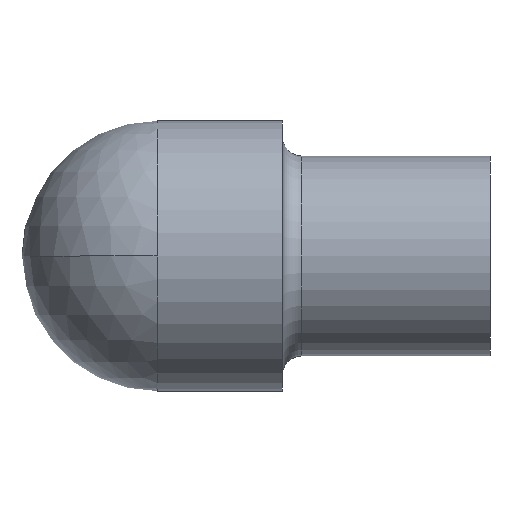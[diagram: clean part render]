
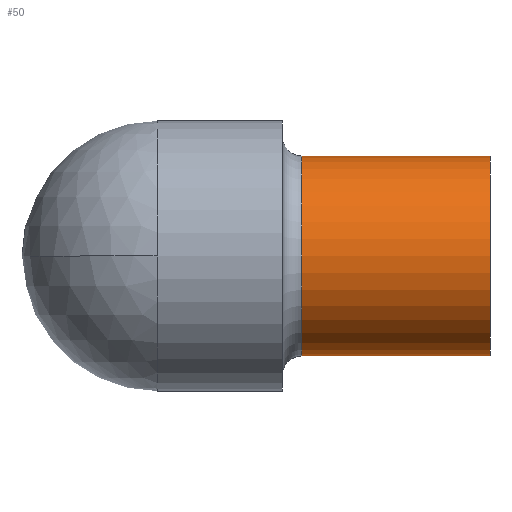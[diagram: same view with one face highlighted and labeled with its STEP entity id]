
A CAD part, left-side view. The second image highlights one B-rep face of the part: STEP entity #50.
In plain terms, the highlighted cylindrical face has radius 3.899 mm (diameter 7.798 mm), a partial arc.
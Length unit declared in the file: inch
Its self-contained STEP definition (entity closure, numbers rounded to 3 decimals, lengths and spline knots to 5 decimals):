
#2 = CARTESIAN_POINT ( 'NONE',  ( 0., 1.289, 0.1535 ) ) ;
#8 = AXIS2_PLACEMENT_3D ( 'NONE', #351, #322, #100 ) ;
#38 = ORIENTED_EDGE ( 'NONE', *, *, #79, .T. ) ;
#43 = VERTEX_POINT ( 'NONE', #312 ) ;
#50 = ADVANCED_FACE ( 'NONE', ( #456 ), #72, .T. ) ;
#56 = ORIENTED_EDGE ( 'NONE', *, *, #216, .F. ) ;
#69 = EDGE_LOOP ( 'NONE', ( #147, #38, #101, #56 ) ) ;
#72 = CYLINDRICAL_SURFACE ( 'NONE', #8, 0.1535 ) ;
#79 = EDGE_CURVE ( 'NONE', #171, #507, #215, .T. ) ;
#94 = CARTESIAN_POINT ( 'NONE',  ( 0., 1.289, 0. ) ) ;
#100 = DIRECTION ( 'NONE',  ( 0., 0., -1. ) ) ;
#101 = ORIENTED_EDGE ( 'NONE', *, *, #173, .T. ) ;
#138 = CARTESIAN_POINT ( 'NONE',  ( 0., 1., 0.1535 ) ) ;
#147 = ORIENTED_EDGE ( 'NONE', *, *, #367, .F. ) ;
#151 = DIRECTION ( 'NONE',  ( 0., -1., 0. ) ) ;
#167 = CARTESIAN_POINT ( 'NONE',  ( 0., 1.289, -0.1535 ) ) ;
#169 = LINE ( 'NONE', #138, #336 ) ;
#171 = VERTEX_POINT ( 'NONE', #2 ) ;
#173 = EDGE_CURVE ( 'NONE', #507, #295, #473, .T. ) ;
#180 = AXIS2_PLACEMENT_3D ( 'NONE', #461, #247, #386 ) ;
#215 = CIRCLE ( 'NONE', #300, 0.1535 ) ;
#216 = EDGE_CURVE ( 'NONE', #43, #295, #501, .T. ) ;
#229 = DIRECTION ( 'NONE',  ( 0., -1., 0. ) ) ;
#247 = DIRECTION ( 'NONE',  ( 0., -1., 0. ) ) ;
#280 = DIRECTION ( 'NONE',  ( 0., 0., 1. ) ) ;
#295 = VERTEX_POINT ( 'NONE', #483 ) ;
#300 = AXIS2_PLACEMENT_3D ( 'NONE', #94, #229, #280 ) ;
#312 = CARTESIAN_POINT ( 'NONE',  ( 0., 1., 0.1535 ) ) ;
#322 = DIRECTION ( 'NONE',  ( 0., -1., 0. ) ) ;
#330 = CARTESIAN_POINT ( 'NONE',  ( 0., 1., -0.1535 ) ) ;
#336 = VECTOR ( 'NONE', #346, 39.37008 ) ;
#346 = DIRECTION ( 'NONE',  ( 0., -1., 0. ) ) ;
#351 = CARTESIAN_POINT ( 'NONE',  ( 0., 1., 0. ) ) ;
#367 = EDGE_CURVE ( 'NONE', #171, #43, #169, .T. ) ;
#386 = DIRECTION ( 'NONE',  ( 0., 0., -1. ) ) ;
#456 = FACE_OUTER_BOUND ( 'NONE', #69, .T. ) ;
#461 = CARTESIAN_POINT ( 'NONE',  ( 0., 1., 0. ) ) ;
#473 = LINE ( 'NONE', #330, #492 ) ;
#483 = CARTESIAN_POINT ( 'NONE',  ( 0., 1., -0.1535 ) ) ;
#492 = VECTOR ( 'NONE', #151, 39.37008 ) ;
#501 = CIRCLE ( 'NONE', #180, 0.1535 ) ;
#507 = VERTEX_POINT ( 'NONE', #167 ) ;
